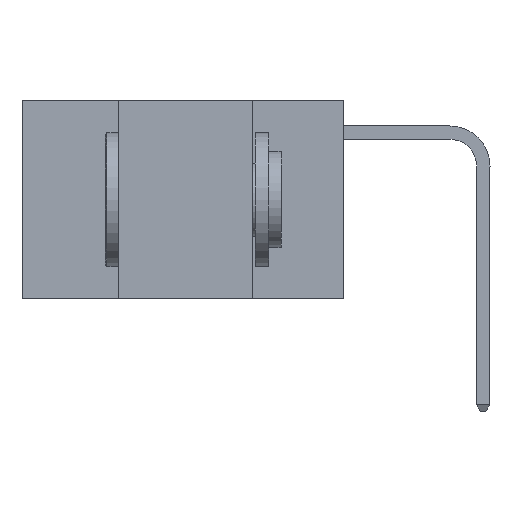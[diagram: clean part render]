
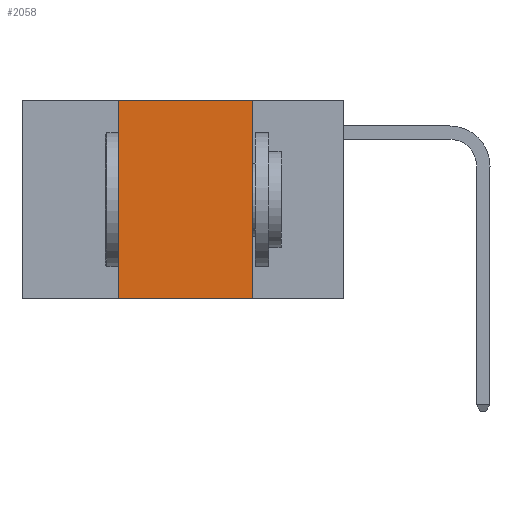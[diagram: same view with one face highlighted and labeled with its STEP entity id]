
A CAD part, left-side view. The second image highlights one B-rep face of the part: STEP entity #2058.
In plain terms, the highlighted planar face has unit normal (-1, 0, 0).
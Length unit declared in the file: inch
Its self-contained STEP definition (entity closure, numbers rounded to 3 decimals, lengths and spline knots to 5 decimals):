
#42 = ORIENTED_EDGE ( 'NONE', *, *, #23401, .F. ) ;
#787 = AXIS2_PLACEMENT_3D ( 'NONE', #4496, #24027, #23701 ) ;
#2058 = ADVANCED_FACE ( 'NONE', ( #20913 ), #6454, .F. ) ;
#2461 = VERTEX_POINT ( 'NONE', #17434 ) ;
#4496 = CARTESIAN_POINT ( 'NONE',  ( 0., 0.6, 0. ) ) ;
#5681 = LINE ( 'NONE', #15269, #15202 ) ;
#6454 = PLANE ( 'NONE',  #787 ) ;
#6678 = CARTESIAN_POINT ( 'NONE',  ( 0., 0.17, -0.37 ) ) ;
#7855 = EDGE_CURVE ( 'NONE', #2461, #22803, #20799, .T. ) ;
#9060 = VECTOR ( 'NONE', #13941, 39.37008 ) ;
#10580 = DIRECTION ( 'NONE',  ( 0., -1., 0. ) ) ;
#12360 = EDGE_CURVE ( 'NONE', #12767, #22803, #14149, .T. ) ;
#12767 = VERTEX_POINT ( 'NONE', #15099 ) ;
#13941 = DIRECTION ( 'NONE',  ( 0., 0., -1. ) ) ;
#14149 = LINE ( 'NONE', #23209, #9060 ) ;
#14200 = EDGE_CURVE ( 'NONE', #23828, #12767, #23183, .T. ) ;
#15099 = CARTESIAN_POINT ( 'NONE',  ( 0., 0.17, 0. ) ) ;
#15202 = VECTOR ( 'NONE', #17146, 39.37008 ) ;
#15269 = CARTESIAN_POINT ( 'NONE',  ( 0., 0.42, 0. ) ) ;
#15380 = CARTESIAN_POINT ( 'NONE',  ( 0., 0.6, 0. ) ) ;
#15898 = ORIENTED_EDGE ( 'NONE', *, *, #14200, .F. ) ;
#16286 = CARTESIAN_POINT ( 'NONE',  ( 0., 0.6, -0.37 ) ) ;
#16420 = ORIENTED_EDGE ( 'NONE', *, *, #12360, .F. ) ;
#17146 = DIRECTION ( 'NONE',  ( 0., 0., 1. ) ) ;
#17434 = CARTESIAN_POINT ( 'NONE',  ( 0., 0.42, -0.37 ) ) ;
#18224 = VECTOR ( 'NONE', #20986, 39.37008 ) ;
#19638 = VECTOR ( 'NONE', #10580, 39.37008 ) ;
#20799 = LINE ( 'NONE', #16286, #19638 ) ;
#20913 = FACE_OUTER_BOUND ( 'NONE', #21931, .T. ) ;
#20986 = DIRECTION ( 'NONE',  ( 0., -1., 0. ) ) ;
#21421 = ORIENTED_EDGE ( 'NONE', *, *, #7855, .T. ) ;
#21931 = EDGE_LOOP ( 'NONE', ( #16420, #15898, #42, #21421 ) ) ;
#22803 = VERTEX_POINT ( 'NONE', #6678 ) ;
#23183 = LINE ( 'NONE', #15380, #18224 ) ;
#23209 = CARTESIAN_POINT ( 'NONE',  ( 0., 0.17, 0. ) ) ;
#23401 = EDGE_CURVE ( 'NONE', #2461, #23828, #5681, .T. ) ;
#23701 = DIRECTION ( 'NONE',  ( 0., 0., -1. ) ) ;
#23828 = VERTEX_POINT ( 'NONE', #23891 ) ;
#23891 = CARTESIAN_POINT ( 'NONE',  ( 0., 0.42, 0. ) ) ;
#24027 = DIRECTION ( 'NONE',  ( 1., 0., 0. ) ) ;
